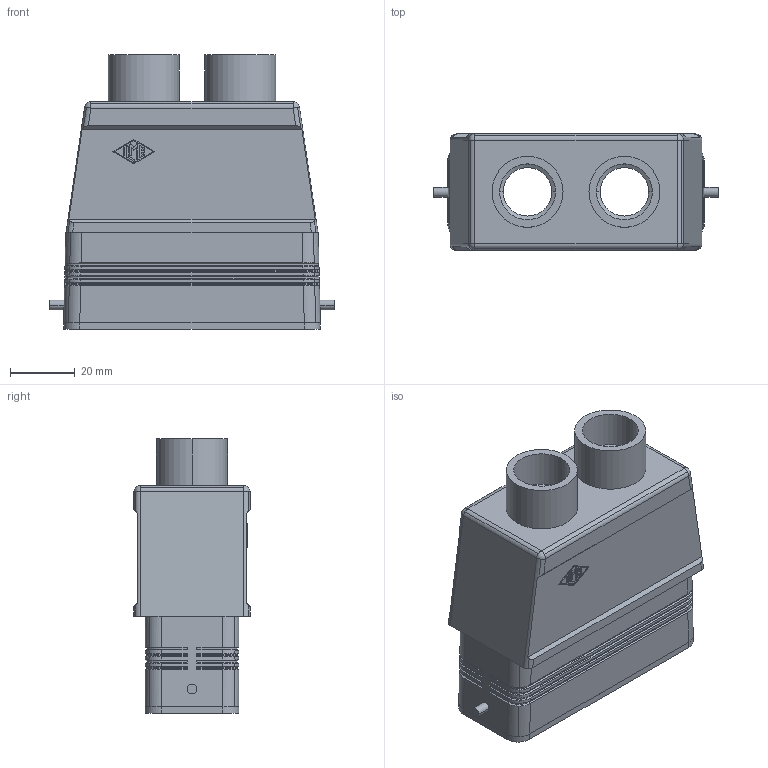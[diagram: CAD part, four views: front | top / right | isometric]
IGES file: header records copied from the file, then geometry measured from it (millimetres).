
Global section: file name: No Iges File Name specified; native system: AutoDesk Inventor R6.1; preprocessor: AutoDesk Inventor Iges Exporter R6.1; author: No Author specified; organization: No Organization specified; date: 20070103.082503; units: millimetre
Bounding box: 88 x 36 x 85.01 mm (x, y, z)
Volume: 69388.4 mm3; surface area: 38077.4 mm2
Topology: 4 solids, 4 shells, 388 faces, 991 edges, 612 vertices
Faces by surface type: plane 136, bspline 104, cylinder 98, revolution 30, cone 16, sphere 4
